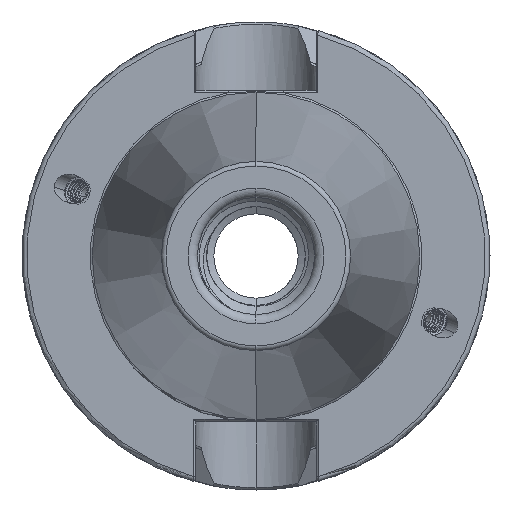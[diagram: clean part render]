
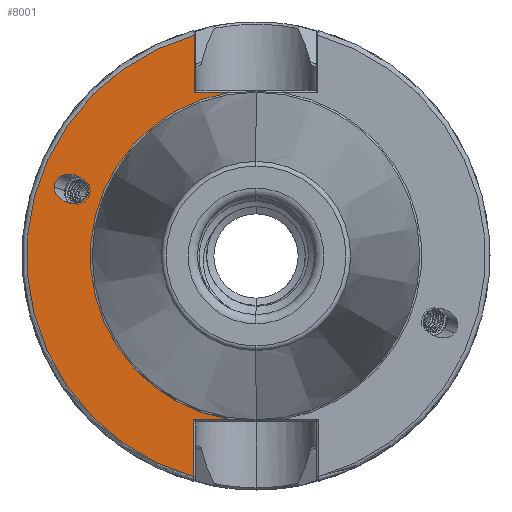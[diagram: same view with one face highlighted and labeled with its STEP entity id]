
A CAD part, left-side view. The second image highlights one B-rep face of the part: STEP entity #8001.
In plain terms, the highlighted planar face has unit normal (-1, 0, 0).
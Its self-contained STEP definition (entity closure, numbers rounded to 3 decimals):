
#97 = CARTESIAN_POINT ( 'NONE',  ( 0., 5.916, 34.9 ) ) ;
#99 = CARTESIAN_POINT ( 'NONE',  ( 0., 13.279, -34.9 ) ) ;
#139 = CARTESIAN_POINT ( 'NONE',  ( 0., 5.916, -34.9 ) ) ;
#154 = CARTESIAN_POINT ( 'NONE',  ( 0., 13.194, 34.9 ) ) ;
#155 = CARTESIAN_POINT ( 'NONE',  ( 0., 43.118, 14.766 ) ) ;
#156 = CARTESIAN_POINT ( 'NONE',  ( 0., 13.279, -47.166 ) ) ;
#167 = CARTESIAN_POINT ( 'NONE',  ( 0., 13.194, 47.19 ) ) ;
#192 = CARTESIAN_POINT ( 'NONE',  ( 0., 35.816, 13.963 ) ) ;
#243 = CARTESIAN_POINT ( 'NONE',  ( 0., 35.968, 13.091 ) ) ;
#588 =( BOUNDED_CURVE ( )  B_SPLINE_CURVE ( 3, ( #14724, #14725, #14774, #14781 ),
 .UNSPECIFIED., .F., .T. ) 
 B_SPLINE_CURVE_WITH_KNOTS ( ( 4, 4 ),
 ( 3.431, 6.283 ),
 .UNSPECIFIED. ) 
 CURVE ( )  GEOMETRIC_REPRESENTATION_ITEM ( )  RATIONAL_B_SPLINE_CURVE ( ( 1., 0.43, 0.43, 1. ) ) 
 REPRESENTATION_ITEM ( '' )  );
#661 = LINE ( 'NONE', #14941, #677 ) ;
#667 = VECTOR ( 'NONE', #3691, 1000. ) ;
#672 = CIRCLE ( 'NONE', #13070, 35.398 ) ;
#676 = LINE ( 'NONE', #3701, #667 ) ;
#677 = VECTOR ( 'NONE', #14942, 1000. ) ;
#681 = LINE ( 'NONE', #3311, #682 ) ;
#682 = VECTOR ( 'NONE', #3322, 1000. ) ;
#692 = VECTOR ( 'NONE', #14735, 1000. ) ;
#702 = CIRCLE ( 'NONE', #13085, 49. ) ;
#717 = LINE ( 'NONE', #14717, #692 ) ;
#1073 = ORIENTED_EDGE ( 'NONE', *, *, #4897, .F. ) ;
#1106 = ORIENTED_EDGE ( 'NONE', *, *, #5248, .F. ) ;
#1158 = ORIENTED_EDGE ( 'NONE', *, *, #5108, .T. ) ;
#1170 = ORIENTED_EDGE ( 'NONE', *, *, #5150, .T. ) ;
#1187 = ORIENTED_EDGE ( 'NONE', *, *, #4865, .F. ) ;
#1193 = ORIENTED_EDGE ( 'NONE', *, *, #5125, .T. ) ;
#1211 = ORIENTED_EDGE ( 'NONE', *, *, #5226, .F. ) ;
#1233 = ORIENTED_EDGE ( 'NONE', *, *, #5244, .T. ) ;
#1235 = ORIENTED_EDGE ( 'NONE', *, *, #5174, .T. ) ;
#1648 = AXIS2_PLACEMENT_3D ( 'NONE', #7789, #7769, #7767 ) ;
#2121 = EDGE_LOOP ( 'NONE', ( #1073, #1106, #1187 ) ) ;
#2129 = EDGE_LOOP ( 'NONE', ( #1211, #1158, #1233, #1170, #1235, #1193 ) ) ;
#3311 = CARTESIAN_POINT ( 'NONE',  ( 0., 13.194, 0. ) ) ;
#3322 = DIRECTION ( 'NONE',  ( 0., 0., 1. ) ) ;
#3478 = DIRECTION ( 'NONE',  ( 0., 0., -1. ) ) ;
#3512 = CARTESIAN_POINT ( 'NONE',  ( 0., 0., 0. ) ) ;
#3522 = DIRECTION ( 'NONE',  ( 1., 0., 0. ) ) ;
#3691 = DIRECTION ( 'NONE',  ( 0., 0., 1. ) ) ;
#3701 = CARTESIAN_POINT ( 'NONE',  ( 0., 13.279, -35.4 ) ) ;
#4585 = CARTESIAN_POINT ( 'NONE',  ( 0., 35.867, 13.369 ) ) ;
#4586 = CARTESIAN_POINT ( 'NONE',  ( 0., 35.816, 13.662 ) ) ;
#4598 = CARTESIAN_POINT ( 'NONE',  ( 0., 35.968, 13.091 ) ) ;
#4599 = CARTESIAN_POINT ( 'NONE',  ( 0., 35.816, 13.963 ) ) ;
#4865 = EDGE_CURVE ( 'NONE', #17243, #17188, #15266, .T. ) ;
#4897 = EDGE_CURVE ( 'NONE', #17198, #17243, #15252, .T. ) ;
#5108 = EDGE_CURVE ( 'NONE', #16929, #16927, #676, .T. ) ;
#5125 = EDGE_CURVE ( 'NONE', #16954, #16951, #681, .T. ) ;
#5150 = EDGE_CURVE ( 'NONE', #16967, #16926, #672, .T. ) ;
#5174 = EDGE_CURVE ( 'NONE', #16926, #16954, #661, .T. ) ;
#5226 = EDGE_CURVE ( 'NONE', #16929, #16951, #702, .T. ) ;
#5244 = EDGE_CURVE ( 'NONE', #16927, #16967, #717, .T. ) ;
#5248 = EDGE_CURVE ( 'NONE', #17188, #17198, #588, .T. ) ;
#7767 = DIRECTION ( 'NONE',  ( 0., 0., 1. ) ) ;
#7769 = DIRECTION ( 'NONE',  ( -1., 0., 0. ) ) ;
#7785 = PLANE ( 'NONE',  #1648 ) ;
#7789 = CARTESIAN_POINT ( 'NONE',  ( 0., 35.398, 0. ) ) ;
#8001 = ADVANCED_FACE ( 'NONE', ( #9542, #9541 ), #7785, .T. ) ;
#8761 = CARTESIAN_POINT ( 'NONE',  ( 0., 35.816, 13.963 ) ) ;
#8772 = CARTESIAN_POINT ( 'NONE',  ( 0., 43.118, 20.987 ) ) ;
#8781 = CARTESIAN_POINT ( 'NONE',  ( 0., 35.816, 20.184 ) ) ;
#8787 = CARTESIAN_POINT ( 'NONE',  ( 0., 43.118, 14.766 ) ) ;
#9541 = FACE_OUTER_BOUND ( 'NONE', #2129, .T. ) ;
#9542 = FACE_BOUND ( 'NONE', #2121, .T. ) ;
#13070 = AXIS2_PLACEMENT_3D ( 'NONE', #3512, #3522, #3478 ) ;
#13085 = AXIS2_PLACEMENT_3D ( 'NONE', #15229, #15197, #15241 ) ;
#14717 = CARTESIAN_POINT ( 'NONE',  ( 0., -12.85, -34.9 ) ) ;
#14724 = CARTESIAN_POINT ( 'NONE',  ( 0., 43.118, 14.766 ) ) ;
#14725 = CARTESIAN_POINT ( 'NONE',  ( 0., 43.118, 9.99 ) ) ;
#14735 = DIRECTION ( 'NONE',  ( 0., -1., 0. ) ) ;
#14774 = CARTESIAN_POINT ( 'NONE',  ( 0., 37.57, 8.69 ) ) ;
#14781 = CARTESIAN_POINT ( 'NONE',  ( 0., 35.968, 13.091 ) ) ;
#14941 = CARTESIAN_POINT ( 'NONE',  ( 0., 35.398, 34.9 ) ) ;
#14942 = DIRECTION ( 'NONE',  ( 0., 1., 0. ) ) ;
#15197 = DIRECTION ( 'NONE',  ( 1., 0., 0. ) ) ;
#15229 = CARTESIAN_POINT ( 'NONE',  ( 0., 0., 0. ) ) ;
#15241 = DIRECTION ( 'NONE',  ( 0., 0., -1. ) ) ;
#15252 =( BOUNDED_CURVE ( )  B_SPLINE_CURVE ( 3, ( #4598, #4585, #4586, #4599 ),
 .UNSPECIFIED., .F., .F. ) 
 B_SPLINE_CURVE_WITH_KNOTS ( ( 4, 4 ),
 ( 0., 0.29 ),
 .UNSPECIFIED. ) 
 CURVE ( )  GEOMETRIC_REPRESENTATION_ITEM ( )  RATIONAL_B_SPLINE_CURVE ( ( 1., 0.993, 0.993, 1. ) ) 
 REPRESENTATION_ITEM ( '' )  );
#15266 =( BOUNDED_CURVE ( )  B_SPLINE_CURVE ( 3, ( #8761, #8781, #8772, #8787 ),
 .UNSPECIFIED., .F., .F. ) 
 B_SPLINE_CURVE_WITH_KNOTS ( ( 4, 4 ),
 ( 0.29, 3.431 ),
 .UNSPECIFIED. ) 
 CURVE ( )  GEOMETRIC_REPRESENTATION_ITEM ( )  RATIONAL_B_SPLINE_CURVE ( ( 1., 0.333, 0.333, 1. ) ) 
 REPRESENTATION_ITEM ( '' )  );
#16926 = VERTEX_POINT ( 'NONE', #97 ) ;
#16927 = VERTEX_POINT ( 'NONE', #99 ) ;
#16929 = VERTEX_POINT ( 'NONE', #156 ) ;
#16951 = VERTEX_POINT ( 'NONE', #167 ) ;
#16954 = VERTEX_POINT ( 'NONE', #154 ) ;
#16967 = VERTEX_POINT ( 'NONE', #139 ) ;
#17188 = VERTEX_POINT ( 'NONE', #155 ) ;
#17198 = VERTEX_POINT ( 'NONE', #243 ) ;
#17243 = VERTEX_POINT ( 'NONE', #192 ) ;
